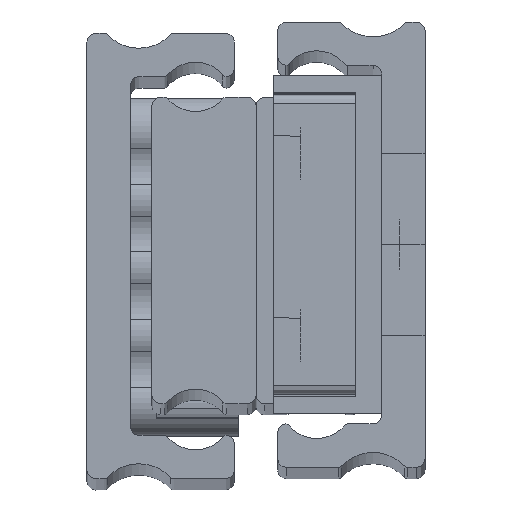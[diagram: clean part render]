
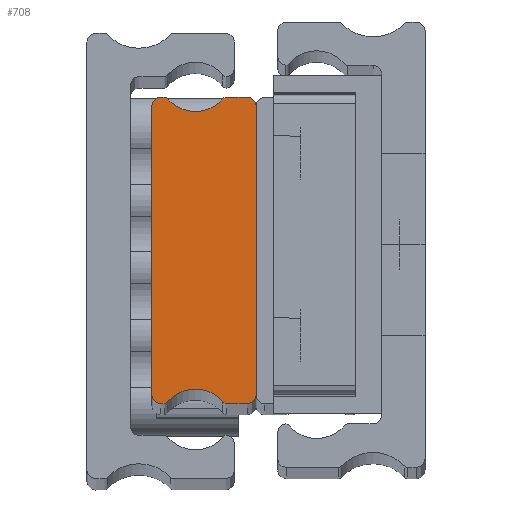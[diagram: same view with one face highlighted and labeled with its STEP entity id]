
A CAD part, top view. The second image highlights one B-rep face of the part: STEP entity #708.
In plain terms, the highlighted planar face has unit normal (0, 0, 1).
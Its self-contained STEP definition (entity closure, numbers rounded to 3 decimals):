
#56 = LINE ( 'NONE', #162, #7055 ) ;
#106 = DIRECTION ( 'NONE',  ( 0., 0., 1. ) ) ;
#120 = EDGE_CURVE ( 'NONE', #7353, #2296, #867, .T. ) ;
#138 = DIRECTION ( 'NONE',  ( 0., 0., 1. ) ) ;
#162 = CARTESIAN_POINT ( 'NONE',  ( -3.397, -17.688, 0. ) ) ;
#218 = ORIENTED_EDGE ( 'NONE', *, *, #910, .T. ) ;
#223 = EDGE_CURVE ( 'NONE', #2499, #5701, #3094, .T. ) ;
#296 = CARTESIAN_POINT ( 'NONE',  ( -10.192, -17.473, 0. ) ) ;
#324 = EDGE_CURVE ( 'NONE', #4309, #5183, #768, .T. ) ;
#412 = VERTEX_POINT ( 'NONE', #2206 ) ;
#443 = VECTOR ( 'NONE', #1344, 1000. ) ;
#458 = CARTESIAN_POINT ( 'NONE',  ( 0., 16.687, 0. ) ) ;
#459 = CARTESIAN_POINT ( 'NONE',  ( -3.397, 17.687, 0. ) ) ;
#563 = VERTEX_POINT ( 'NONE', #1370 ) ;
#708 = ADVANCED_FACE ( 'NONE', ( #3298 ), #2784, .T. ) ;
#742 = DIRECTION ( 'NONE',  ( 1., 0., 0. ) ) ;
#768 = CIRCLE ( 'NONE', #2727, 0.5 ) ;
#827 = ORIENTED_EDGE ( 'NONE', *, *, #120, .T. ) ;
#852 = DIRECTION ( 'NONE',  ( -1., 0., 0. ) ) ;
#867 = CIRCLE ( 'NONE', #2208, 1. ) ;
#910 = EDGE_CURVE ( 'NONE', #1616, #4161, #1254, .T. ) ;
#1040 = ORIENTED_EDGE ( 'NONE', *, *, #324, .T. ) ;
#1145 = ORIENTED_EDGE ( 'NONE', *, *, #5434, .T. ) ;
#1146 = AXIS2_PLACEMENT_3D ( 'NONE', #6870, #5670, #5628 ) ;
#1170 = DIRECTION ( 'NONE',  ( 0., 1., 0. ) ) ;
#1183 = AXIS2_PLACEMENT_3D ( 'NONE', #3763, #2523, #7324 ) ;
#1206 = ORIENTED_EDGE ( 'NONE', *, *, #4055, .T. ) ;
#1224 = EDGE_CURVE ( 'NONE', #2476, #7144, #7404, .T. ) ;
#1236 = VERTEX_POINT ( 'NONE', #2307 ) ;
#1254 = LINE ( 'NONE', #4242, #1754 ) ;
#1285 = ORIENTED_EDGE ( 'NONE', *, *, #4561, .T. ) ;
#1344 = DIRECTION ( 'NONE',  ( -1., 0., 0. ) ) ;
#1370 = CARTESIAN_POINT ( 'NONE',  ( -12., 16.687, 0. ) ) ;
#1440 = ORIENTED_EDGE ( 'NONE', *, *, #1224, .T. ) ;
#1492 = DIRECTION ( 'NONE',  ( 0., 0., 1. ) ) ;
#1591 = CARTESIAN_POINT ( 'NONE',  ( -3.397, -17.688, 0. ) ) ;
#1616 = VERTEX_POINT ( 'NONE', #6151 ) ;
#1721 = CARTESIAN_POINT ( 'NONE',  ( -3.808, -17.473, 0. ) ) ;
#1754 = VECTOR ( 'NONE', #852, 1000. ) ;
#1943 = DIRECTION ( 'NONE',  ( 1., 0., 0. ) ) ;
#1978 = DIRECTION ( 'NONE',  ( 0., 0., 1. ) ) ;
#2149 = CIRCLE ( 'NONE', #1183, 4.22 ) ;
#2206 = CARTESIAN_POINT ( 'NONE',  ( -11., -17.687, 0. ) ) ;
#2208 = AXIS2_PLACEMENT_3D ( 'NONE', #4298, #1978, #1943 ) ;
#2209 = EDGE_CURVE ( 'NONE', #563, #7132, #4086, .T. ) ;
#2211 = EDGE_CURVE ( 'NONE', #1236, #7353, #2712, .T. ) ;
#2282 = VECTOR ( 'NONE', #5637, 1000. ) ;
#2296 = VERTEX_POINT ( 'NONE', #3590 ) ;
#2303 = CARTESIAN_POINT ( 'NONE',  ( 0., -16.687, 0. ) ) ;
#2307 = CARTESIAN_POINT ( 'NONE',  ( 0., -16.687, 0. ) ) ;
#2476 = VERTEX_POINT ( 'NONE', #459 ) ;
#2499 = VERTEX_POINT ( 'NONE', #3999 ) ;
#2523 = DIRECTION ( 'NONE',  ( 0., 0., -1. ) ) ;
#2597 = DIRECTION ( 'NONE',  ( 1., 0., 0. ) ) ;
#2602 = DIRECTION ( 'NONE',  ( 1., 0., 0. ) ) ;
#2651 = CARTESIAN_POINT ( 'NONE',  ( -7., -20.232, 0. ) ) ;
#2697 = AXIS2_PLACEMENT_3D ( 'NONE', #5166, #5782, #5859 ) ;
#2712 = LINE ( 'NONE', #2303, #4878 ) ;
#2727 = AXIS2_PLACEMENT_3D ( 'NONE', #3982, #3952, #7360 ) ;
#2784 = PLANE ( 'NONE',  #1146 ) ;
#2877 = AXIS2_PLACEMENT_3D ( 'NONE', #2651, #6300, #3362 ) ;
#3063 = ORIENTED_EDGE ( 'NONE', *, *, #2209, .T. ) ;
#3072 = VECTOR ( 'NONE', #4669, 1000. ) ;
#3094 = CIRCLE ( 'NONE', #5415, 0.5 ) ;
#3206 = AXIS2_PLACEMENT_3D ( 'NONE', #3890, #106, #5968 ) ;
#3241 = ORIENTED_EDGE ( 'NONE', *, *, #5743, .T. ) ;
#3298 = FACE_OUTER_BOUND ( 'NONE', #4750, .T. ) ;
#3362 = DIRECTION ( 'NONE',  ( 1., 0., 0. ) ) ;
#3386 = ORIENTED_EDGE ( 'NONE', *, *, #4590, .T. ) ;
#3518 = LINE ( 'NONE', #4056, #3072 ) ;
#3590 = CARTESIAN_POINT ( 'NONE',  ( -1., 17.688, 0. ) ) ;
#3706 = CARTESIAN_POINT ( 'NONE',  ( -10.603, 17.187, 0. ) ) ;
#3763 = CARTESIAN_POINT ( 'NONE',  ( -7., 20.232, 0. ) ) ;
#3833 = EDGE_CURVE ( 'NONE', #7132, #412, #4802, .T. ) ;
#3890 = CARTESIAN_POINT ( 'NONE',  ( -11., 16.687, 0. ) ) ;
#3952 = DIRECTION ( 'NONE',  ( 0., 0., 1. ) ) ;
#3982 = CARTESIAN_POINT ( 'NONE',  ( -3.397, -17.187, 0. ) ) ;
#3999 = CARTESIAN_POINT ( 'NONE',  ( -10.603, -17.687, 0. ) ) ;
#4041 = CARTESIAN_POINT ( 'NONE',  ( -10.192, 17.473, 0. ) ) ;
#4055 = EDGE_CURVE ( 'NONE', #4161, #563, #6980, .T. ) ;
#4056 = CARTESIAN_POINT ( 'NONE',  ( -11., -17.687, 0. ) ) ;
#4086 = LINE ( 'NONE', #5821, #2282 ) ;
#4161 = VERTEX_POINT ( 'NONE', #6889 ) ;
#4242 = CARTESIAN_POINT ( 'NONE',  ( -10.603, 17.688, 0. ) ) ;
#4298 = CARTESIAN_POINT ( 'NONE',  ( -1., 16.687, 0. ) ) ;
#4309 = VERTEX_POINT ( 'NONE', #1721 ) ;
#4351 = CARTESIAN_POINT ( 'NONE',  ( -1., -17.688, 0. ) ) ;
#4402 = CIRCLE ( 'NONE', #6965, 1. ) ;
#4491 = EDGE_CURVE ( 'NONE', #5183, #6106, #56, .T. ) ;
#4561 = EDGE_CURVE ( 'NONE', #7144, #6230, #2149, .T. ) ;
#4590 = EDGE_CURVE ( 'NONE', #2296, #2476, #6737, .T. ) ;
#4669 = DIRECTION ( 'NONE',  ( 1., 0., 0. ) ) ;
#4732 = CARTESIAN_POINT ( 'NONE',  ( -3.397, 17.187, 0. ) ) ;
#4750 = EDGE_LOOP ( 'NONE', ( #1285, #5359, #218, #1206, #3063, #5115, #3241, #6533, #6603, #1040, #6780, #1145, #5345, #827, #3386, #1440 ) ) ;
#4802 = CIRCLE ( 'NONE', #2697, 1. ) ;
#4845 = CIRCLE ( 'NONE', #2877, 4.22 ) ;
#4878 = VECTOR ( 'NONE', #1170, 1000. ) ;
#5115 = ORIENTED_EDGE ( 'NONE', *, *, #3833, .T. ) ;
#5166 = CARTESIAN_POINT ( 'NONE',  ( -11., -16.688, 0. ) ) ;
#5183 = VERTEX_POINT ( 'NONE', #1591 ) ;
#5345 = ORIENTED_EDGE ( 'NONE', *, *, #2211, .T. ) ;
#5359 = ORIENTED_EDGE ( 'NONE', *, *, #6956, .T. ) ;
#5415 = AXIS2_PLACEMENT_3D ( 'NONE', #7285, #7403, #2597 ) ;
#5434 = EDGE_CURVE ( 'NONE', #6106, #1236, #4402, .T. ) ;
#5565 = AXIS2_PLACEMENT_3D ( 'NONE', #4732, #7069, #5933 ) ;
#5569 = CARTESIAN_POINT ( 'NONE',  ( -1., -16.687, 0. ) ) ;
#5618 = CARTESIAN_POINT ( 'NONE',  ( -12., -16.688, 0. ) ) ;
#5628 = DIRECTION ( 'NONE',  ( 1., 0., 0. ) ) ;
#5637 = DIRECTION ( 'NONE',  ( 0., -1., 0. ) ) ;
#5670 = DIRECTION ( 'NONE',  ( 0., 0., 1. ) ) ;
#5701 = VERTEX_POINT ( 'NONE', #296 ) ;
#5743 = EDGE_CURVE ( 'NONE', #412, #2499, #3518, .T. ) ;
#5782 = DIRECTION ( 'NONE',  ( 0., 0., 1. ) ) ;
#5821 = CARTESIAN_POINT ( 'NONE',  ( -12., 16.687, 0. ) ) ;
#5859 = DIRECTION ( 'NONE',  ( 1., 0., 0. ) ) ;
#5933 = DIRECTION ( 'NONE',  ( 1., 0., 0. ) ) ;
#5968 = DIRECTION ( 'NONE',  ( 1., 0., 0. ) ) ;
#6106 = VERTEX_POINT ( 'NONE', #4351 ) ;
#6151 = CARTESIAN_POINT ( 'NONE',  ( -10.603, 17.687, 0. ) ) ;
#6184 = CARTESIAN_POINT ( 'NONE',  ( -3.808, 17.473, 0. ) ) ;
#6230 = VERTEX_POINT ( 'NONE', #4041 ) ;
#6300 = DIRECTION ( 'NONE',  ( 0., 0., -1. ) ) ;
#6468 = DIRECTION ( 'NONE',  ( 1., 0., 0. ) ) ;
#6533 = ORIENTED_EDGE ( 'NONE', *, *, #223, .T. ) ;
#6603 = ORIENTED_EDGE ( 'NONE', *, *, #7157, .T. ) ;
#6737 = LINE ( 'NONE', #7361, #443 ) ;
#6777 = AXIS2_PLACEMENT_3D ( 'NONE', #3706, #138, #742 ) ;
#6780 = ORIENTED_EDGE ( 'NONE', *, *, #4491, .T. ) ;
#6870 = CARTESIAN_POINT ( 'NONE',  ( -7., 20.232, 0. ) ) ;
#6889 = CARTESIAN_POINT ( 'NONE',  ( -11., 17.687, 0. ) ) ;
#6956 = EDGE_CURVE ( 'NONE', #6230, #1616, #7020, .T. ) ;
#6965 = AXIS2_PLACEMENT_3D ( 'NONE', #5569, #1492, #2602 ) ;
#6980 = CIRCLE ( 'NONE', #3206, 1. ) ;
#7020 = CIRCLE ( 'NONE', #6777, 0.5 ) ;
#7055 = VECTOR ( 'NONE', #6468, 1000. ) ;
#7069 = DIRECTION ( 'NONE',  ( 0., 0., 1. ) ) ;
#7132 = VERTEX_POINT ( 'NONE', #5618 ) ;
#7144 = VERTEX_POINT ( 'NONE', #6184 ) ;
#7157 = EDGE_CURVE ( 'NONE', #5701, #4309, #4845, .T. ) ;
#7285 = CARTESIAN_POINT ( 'NONE',  ( -10.603, -17.187, 0. ) ) ;
#7324 = DIRECTION ( 'NONE',  ( 1., 0., 0. ) ) ;
#7353 = VERTEX_POINT ( 'NONE', #458 ) ;
#7360 = DIRECTION ( 'NONE',  ( 1., 0., 0. ) ) ;
#7361 = CARTESIAN_POINT ( 'NONE',  ( -1., 17.687, 0. ) ) ;
#7403 = DIRECTION ( 'NONE',  ( 0., 0., 1. ) ) ;
#7404 = CIRCLE ( 'NONE', #5565, 0.5 ) ;
